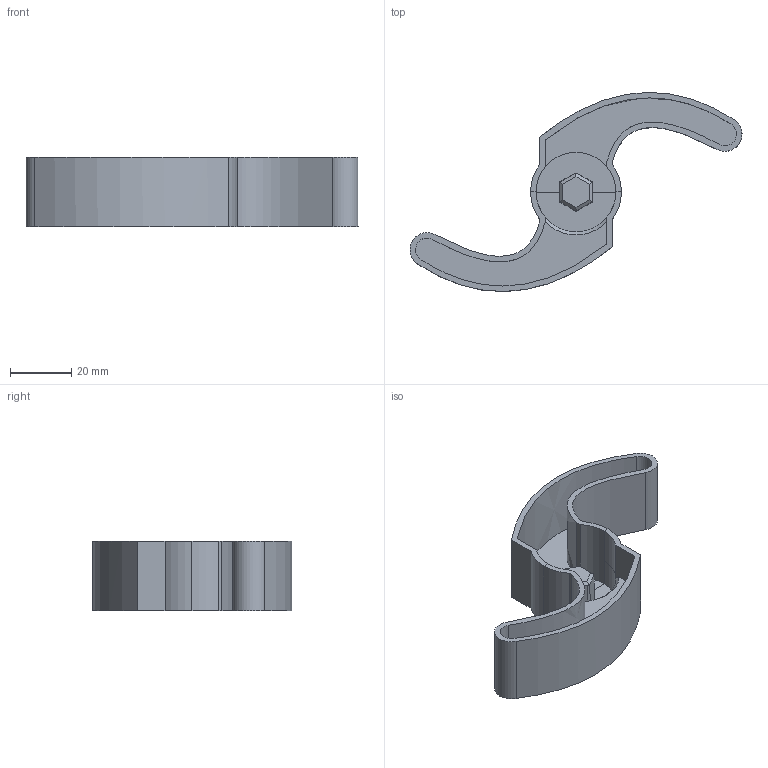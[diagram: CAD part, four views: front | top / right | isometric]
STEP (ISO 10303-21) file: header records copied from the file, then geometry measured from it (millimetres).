
FILE_DESCRIPTION(('FreeCAD Model'),'2;1');
FILE_NAME('Open CASCADE Shape Model','2024-03-02T19:12:32',(''),(''), 'Open CASCADE STEP processor 7.6','FreeCAD','Unknown');
FILE_SCHEMA(('AUTOMOTIVE_DESIGN { 1 0 10303 214 1 1 1 1 }'));
Length unit declared in the file: millimetre
Products named in the file (1): Body
Bounding box: 108.26 x 64.96 x 22.8 mm (x, y, z)
Volume: 22264.4 mm3; surface area: 17398.9 mm2
Topology: 1 solids, 1 shells, 57 faces, 155 edges, 100 vertices
Faces by surface type: bspline 18, plane 17, cylinder 13, extrusion 4, offset 4, cone 1
Entity records: 7900 total; most frequent: CARTESIAN_POINT 5172, DIRECTION 370, ORIENTED_EDGE 310, PCURVE 310, DEFINITIONAL_REPRESENTATION 310, VECTOR 231, LINE 227, B_SPLINE_CURVE_WITH_KNOTS 184
